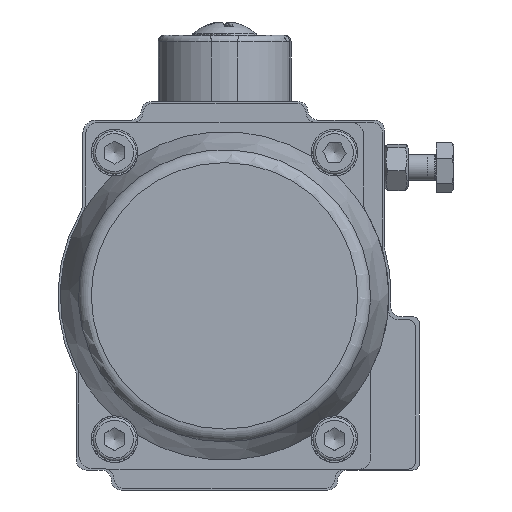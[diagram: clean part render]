
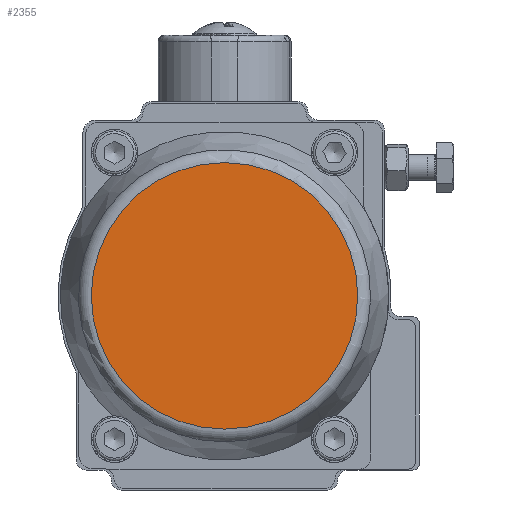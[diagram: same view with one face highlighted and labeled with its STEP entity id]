
A CAD part, front view. The second image highlights one B-rep face of the part: STEP entity #2355.
In plain terms, the highlighted planar face has unit normal (0, -1, 0).
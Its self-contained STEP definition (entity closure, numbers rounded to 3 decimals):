
#766=PLANE('',#17036);
#1334=FACE_OUTER_BOUND('',#7058,.T.);
#2355=ADVANCED_FACE('',(#1334),#766,.T.);
#5302=CIRCLE('',#17035,39.985);
#7058=EDGE_LOOP('',(#10742));
#10742=ORIENTED_EDGE('',*,*,#14863,.T.);
#12866=VERTEX_POINT('',#30674);
#14863=EDGE_CURVE('',#12866,#12866,#5302,.T.);
#17035=AXIS2_PLACEMENT_3D('',#30673,#20789,#20790);
#17036=AXIS2_PLACEMENT_3D('',#30675,#20791,#20792);
#20789=DIRECTION('',(0.,-1.,0.));
#20790=DIRECTION('',(0.,0.,-1.));
#20791=DIRECTION('',(0.,-1.,0.));
#20792=DIRECTION('',(0.,0.,-1.));
#30673=CARTESIAN_POINT('',(0.,-34.,0.));
#30674=CARTESIAN_POINT('',(0.,-34.,-39.985));
#30675=CARTESIAN_POINT('',(0.,-34.,0.));
